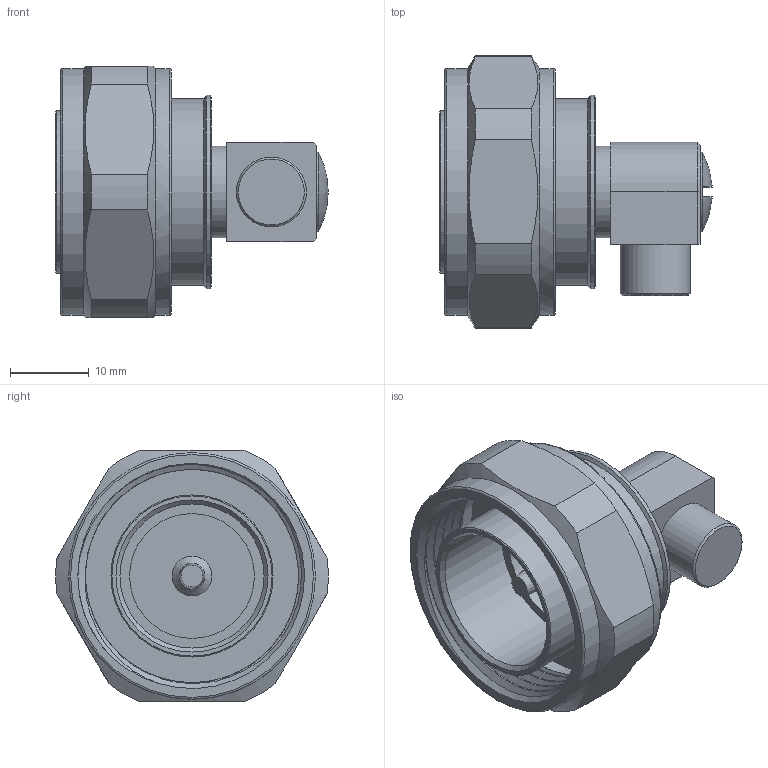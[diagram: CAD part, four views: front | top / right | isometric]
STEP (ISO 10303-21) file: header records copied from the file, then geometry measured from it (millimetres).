
FILE_DESCRIPTION (( 'STEP AP203' ), '1' );
FILE_NAME ('FMCN1440_3D.step', '2022-09-21T19:16:12', ( '' ), ( '' ), 'SwSTEP 2.0', 'SolidWorks 2021', '' );
FILE_SCHEMA (( 'CONFIG_CONTROL_DESIGN' ));
Length unit declared in the file: inch
Products named in the file (1): FMCN1440_3D
Bounding box: 34.61 x 34.58 x 32 mm (x, y, z)
Volume: 10195.7 mm3; surface area: 7409.9 mm2
Topology: 1 solids, 1 shells, 65 faces, 145 edges, 93 vertices
Faces by surface type: plane 26, cylinder 20, cone 12, bspline 3, sphere 2, torus 2
Full cylindrical faces by diameter (mm): 5.08 x1, 8.89 x1, 10.16 x1, 11.611 x1, 15.85 x1, 18.3 x1, 20.6 x1, 23.661 x1, 24.577 x1, 29.076 x1, 31.358 x2
Entity records: 3655 total; most frequent: CARTESIAN_POINT 2303, DIRECTION 268, ORIENTED_EDGE 224, AXIS2_PLACEMENT_3D 119, EDGE_CURVE 112, EDGE_LOOP 99, VERTEX_POINT 83, FACE_OUTER_BOUND 79
